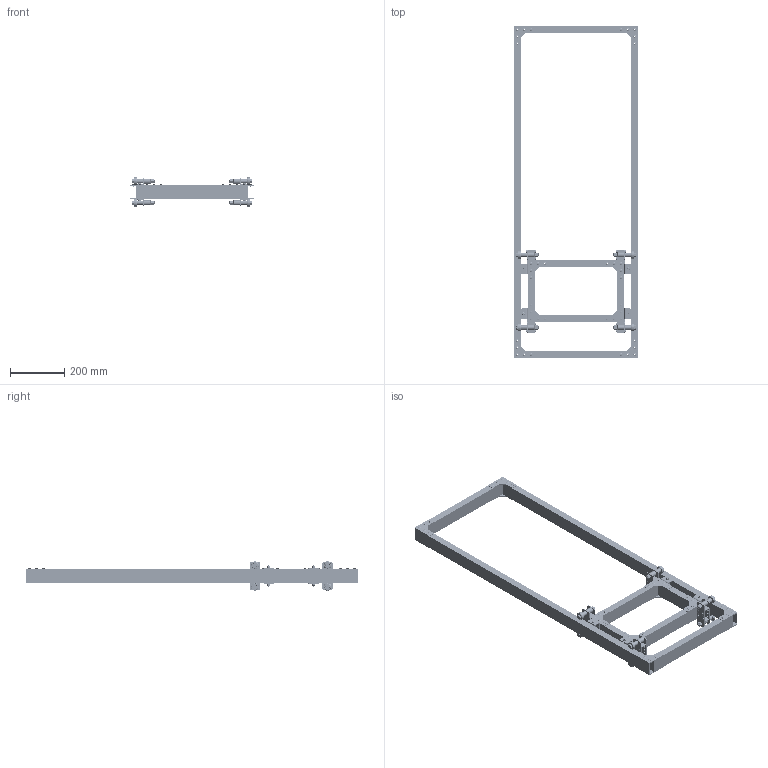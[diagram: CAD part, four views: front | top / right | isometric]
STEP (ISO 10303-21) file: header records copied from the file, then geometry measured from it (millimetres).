
FILE_DESCRIPTION (( 'STEP AP214' ), '1' );
FILE_NAME ('am-3844 2x1 Elevator Assembly Example.STEP', '2018-01-02T22:40:34', ( '' ), ( '' ), 'SwSTEP 2.0', 'SolidWorks 2017', '' );
FILE_SCHEMA (( 'AUTOMOTIVE_DESIGN' ));
Length unit declared in the file: inch
Products named in the file (208): 187 pop rivet; am-0602 .250 x .192 x 2.14 Brass Tube; AS75-18-64 Aluminum Spacer; Small Bearing Block Plate; 10-32 Nylock Nut; 1614Z Bearing; REV-21-1002 90 Degree Bracket; Example Fixed Tube; SHCS 10-32 x 2.75; 0.25 Flat Washer_Preferred Wide FW 0.25; 13RS075051 .750 x .260 x 1.00 Spacer; AS62-18-56 Aluminum Spacer; Example Cross Carriage Tube; Large Bearing Block Plate; 0.25 Flat Washer; 375-16 x 3 Hex Bolt; 3-8-16 NyLock Nut - Mcm 95615A140_95615A140; am-3844 2x1 Elevator Assembly Example; 3-8-16 NyLock Nut - Mcm 95615A140; Example Cross Frame Tube; Example Bearing Tube; Example Single Corner Bearing Assembly; SHCS 10-32 x 2.75_HX-SHCS 0.19-32x2.75x0.875-C; 375-16 x 3 Hex Bolt_HFBOLT 0.375-16x2.5x1-C
Assembly tree (99 placements, depth 3):
  187 pop rivet
  187 pop rivet
  187 pop rivet
  am-0602 .250 x .192 x 2.14 Brass Tube
  AS75-18-64 Aluminum Spacer
Bounding box: 457.2 x 1219.2 x 108.2 mm (x, y, z)
Volume: 1532807.8 mm3; surface area: 1694447.4 mm2
Topology: 196 solids, 196 shells, 4296 faces, 9640 edges, 5884 vertices
Faces by surface type: cylinder 1672, plane 1176, torus 768, cone 632, bspline 48
Entity records: 22167 total; most frequent: CARTESIAN_POINT 4421, DIRECTION 3273, ORIENTED_EDGE 2786, EDGE_CURVE 1393, AXIS2_PLACEMENT_3D 1335, VERTEX_POINT 874, EDGE_LOOP 793, CIRCLE 675
